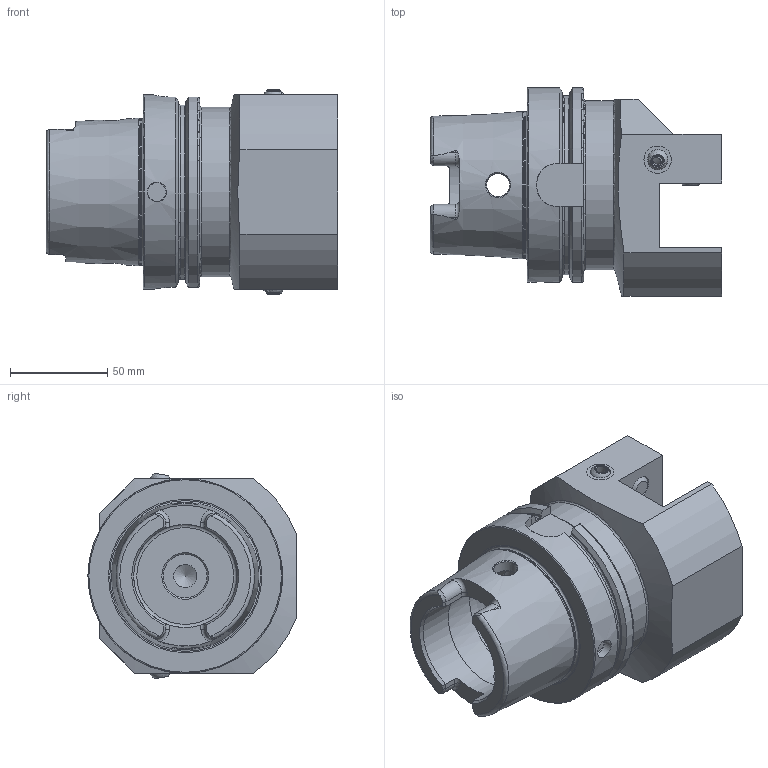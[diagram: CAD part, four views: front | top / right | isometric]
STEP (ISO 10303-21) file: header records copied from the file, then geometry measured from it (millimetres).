
FILE_DESCRIPTION (( 'STEP AP214' ), '1' );
FILE_NAME ('HA0.V32.N11.100.STEP', '2021-06-17T09:32:18', ( '' ), ( '' ), 'SwSTEP 2.0', 'SolidWorks 2017', '' );
FILE_SCHEMA (( 'AUTOMOTIVE_DESIGN' ));
Length unit declared in the file: millimetre
Products named in the file (6): KU1-U14.001.012; HA0.V32.N11.100; HA0-V32.N11.100_A_Fertigbearbeitung; KU1-U14.001.012_1; KU1-U14.001.012_2; ISO 4026 - M12 x 25
Assembly tree (8 placements, depth 3):
  HA0.V32.N11.100
    HA0-V32.N11.100_A_Fertigbearbeitung
    KU1-U14.001.012  x2
      KU1-U14.001.012_1
      KU1-U14.001.012_2
    ISO 4026 - M12 x 25  x3
Bounding box: 149.9 x 107 x 105.62 mm (x, y, z)
Volume: 693473.3 mm3; surface area: 93399.4 mm2
Topology: 8 solids, 8 shells, 201 faces, 501 edges, 320 vertices
Faces by surface type: plane 85, cylinder 51, cone 35, torus 24, sphere 4, bspline 2
Full cylindrical faces by diameter (mm): 5 x4, 10 x3, 10.2 x3, 12 x6, 14 x4, 22.5 x1, 26 x1, 53 x2, 63 x1, 75.265 x1, 87 x1, 100 x1
Entity records: 7542 total; most frequent: CARTESIAN_POINT 2637, DIRECTION 756, ORIENTED_EDGE 714, EDGE_CURVE 357, AXIS2_PLACEMENT_3D 311, VERTEX_POINT 254, EDGE_LOOP 241, FACE_OUTER_BOUND 203
